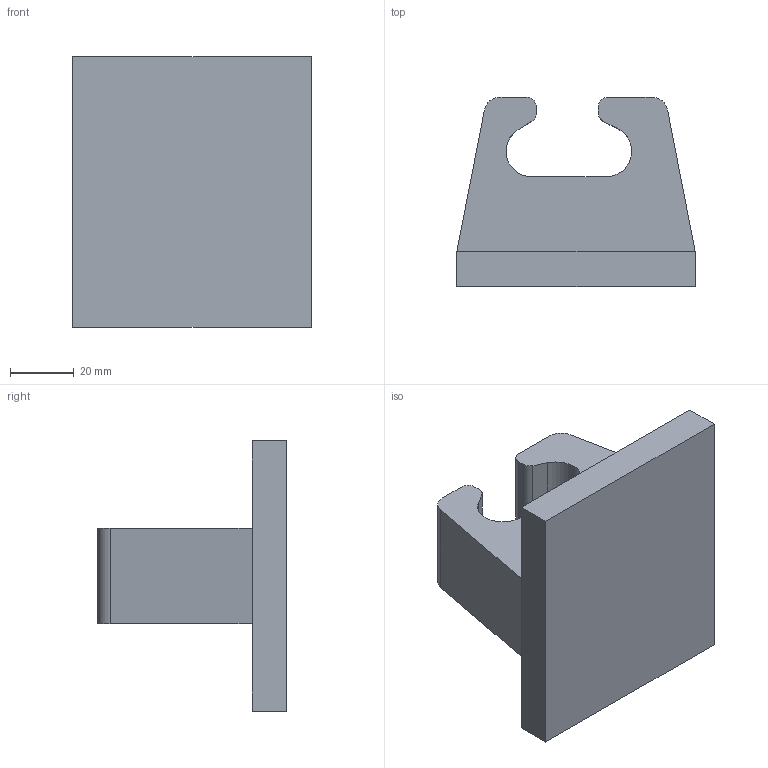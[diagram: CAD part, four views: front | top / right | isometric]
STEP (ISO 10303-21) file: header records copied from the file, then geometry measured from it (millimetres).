
FILE_DESCRIPTION(('CATIA V5 STEP Exchange'),'2;1');
FILE_NAME('VERSCHLUSSSPANNER_TS_HC_6000_LP_357904.stp','2018-08-16T12:06:48+00:00',('none'),('none'),'CATIA Version 5 Release 19 SP 9 (IN-10)','CATIA V5 STEP AP214','none');
FILE_SCHEMA(('AUTOMOTIVE_DESIGN { 1 0 10303 214 1 1 1 1 }'));
Length unit declared in the file: millimetre
Products named in the file (1): VERSCHLUSSSPANNER_TS_HC_6000_LP_357904
Bounding box: 75 x 59.5 x 85 mm (x, y, z)
Volume: 141611.1 mm3; surface area: 25473.1 mm2
Topology: 1 solids, 1 shells, 26 faces, 68 edges, 44 vertices
Faces by surface type: plane 18, cylinder 8
Entity records: 1018 total; most frequent: CARTESIAN_POINT 176, ORIENTED_EDGE 136, DIRECTION 118, EDGE_CURVE 68, VECTOR 52, LINE 52, VERTEX_POINT 44, AXIS2_PLACEMENT_3D 41
